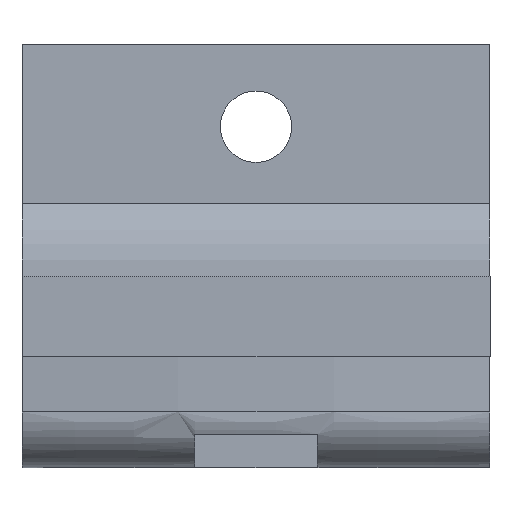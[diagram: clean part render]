
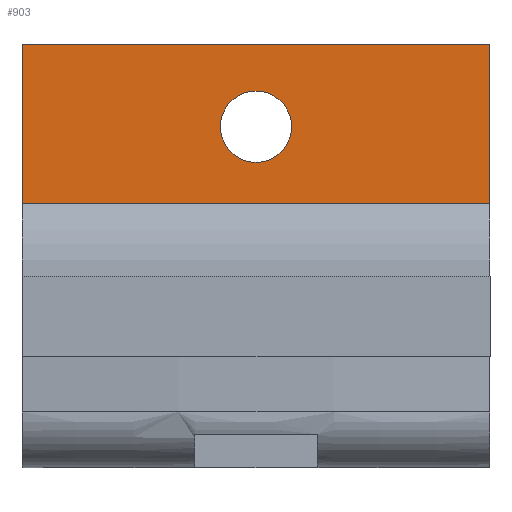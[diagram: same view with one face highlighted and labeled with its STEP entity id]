
A CAD part, front view. The second image highlights one B-rep face of the part: STEP entity #903.
In plain terms, the highlighted planar face has unit normal (0, -1, 0).
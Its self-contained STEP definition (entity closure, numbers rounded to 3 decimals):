
#18=FACE_BOUND('',#325,.T.);
#45=LINE('',#1357,#133);
#61=LINE('',#1425,#149);
#106=LINE('',#1573,#194);
#107=LINE('',#1574,#195);
#133=VECTOR('',#1052,10.);
#149=VECTOR('',#1086,10.);
#194=VECTOR('',#1225,10.);
#195=VECTOR('',#1226,10.);
#233=PLANE('',#1001);
#273=FACE_OUTER_BOUND('',#324,.T.);
#324=EDGE_LOOP('',(#786,#787,#788,#789));
#325=EDGE_LOOP('',(#790));
#375=CIRCLE('',#976,1.6);
#410=VERTEX_POINT('',#1354);
#411=VERTEX_POINT('',#1356);
#433=VERTEX_POINT('',#1422);
#434=VERTEX_POINT('',#1424);
#460=VERTEX_POINT('',#1506);
#497=EDGE_CURVE('',#411,#410,#45,.T.);
#522=EDGE_CURVE('',#433,#434,#61,.T.);
#557=EDGE_CURVE('',#460,#460,#375,.T.);
#589=EDGE_CURVE('',#433,#411,#106,.T.);
#590=EDGE_CURVE('',#434,#410,#107,.T.);
#786=ORIENTED_EDGE('',*,*,#589,.T.);
#787=ORIENTED_EDGE('',*,*,#497,.T.);
#788=ORIENTED_EDGE('',*,*,#590,.F.);
#789=ORIENTED_EDGE('',*,*,#522,.F.);
#790=ORIENTED_EDGE('',*,*,#557,.T.);
#903=ADVANCED_FACE('',(#273,#18),#233,.T.);
#976=AXIS2_PLACEMENT_3D('',#1507,#1147,#1148);
#1001=AXIS2_PLACEMENT_3D('',#1572,#1223,#1224);
#1052=DIRECTION('',(0.,0.,1.));
#1086=DIRECTION('',(0.,0.,1.));
#1147=DIRECTION('center_axis',(0.,1.,0.));
#1148=DIRECTION('ref_axis',(1.,0.,0.));
#1223=DIRECTION('center_axis',(0.,-1.,0.));
#1224=DIRECTION('ref_axis',(1.,0.,0.));
#1225=DIRECTION('',(1.,0.,0.));
#1226=DIRECTION('',(1.,0.,0.));
#1354=CARTESIAN_POINT('',(10.5,-6.05,14.));
#1356=CARTESIAN_POINT('',(10.5,-6.05,3.6));
#1357=CARTESIAN_POINT('',(10.5,-6.05,0.));
#1422=CARTESIAN_POINT('',(-10.5,-6.05,3.6));
#1424=CARTESIAN_POINT('',(-10.5,-6.05,14.));
#1425=CARTESIAN_POINT('',(-10.5,-6.05,0.));
#1506=CARTESIAN_POINT('',(-1.6,-6.05,10.3));
#1507=CARTESIAN_POINT('Origin',(0.,-6.05,
10.3));
#1572=CARTESIAN_POINT('Origin',(-10.5,-6.05,0.));
#1573=CARTESIAN_POINT('',(0.,-6.05,3.6));
#1574=CARTESIAN_POINT('',(10.5,-6.05,14.));
